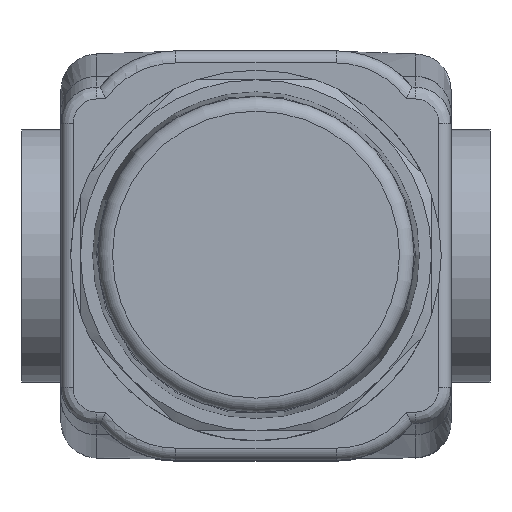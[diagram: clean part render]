
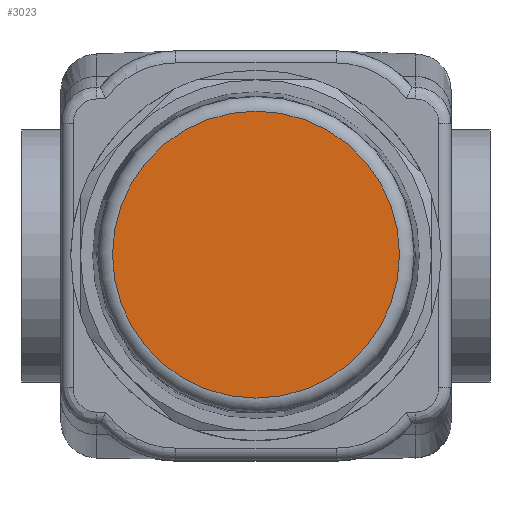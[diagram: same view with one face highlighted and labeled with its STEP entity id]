
A CAD part, top view. The second image highlights one B-rep face of the part: STEP entity #3023.
In plain terms, the highlighted planar face has unit normal (0, 0, 1).
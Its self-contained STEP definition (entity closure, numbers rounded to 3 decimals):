
#3000=CARTESIAN_POINT('',(14.717,0.0,81.5));
#3001=VERTEX_POINT('',#3000);
#3002=CARTESIAN_POINT('',(0.0,0.0,81.5));
#3003=DIRECTION('',(0.0,0.0,1.0));
#3004=DIRECTION('',(1.0,0.0,0.0));
#3005=AXIS2_PLACEMENT_3D('',#3002,#3003,#3004);
#3006=CIRCLE('',#3005,14.717);
#3007=EDGE_CURVE('',#3001,#3001,#3006,.T.);
#3015=CARTESIAN_POINT('',(7.358,0.0,81.5));
#3016=DIRECTION('',(0.0,0.0,1.0));
#3017=DIRECTION('',(1.0,0.0,0.0));
#3018=AXIS2_PLACEMENT_3D('',#3015,#3016,#3017);
#3019=PLANE('',#3018);
#3020=ORIENTED_EDGE('',*,*,#3007,.T.);
#3021=EDGE_LOOP('',(#3020));
#3022=FACE_OUTER_BOUND('',#3021,.T.);
#3023=ADVANCED_FACE('',(#3022),#3019,.T.);
